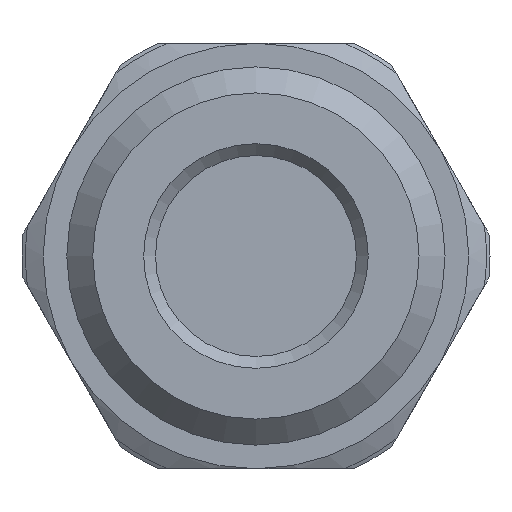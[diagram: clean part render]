
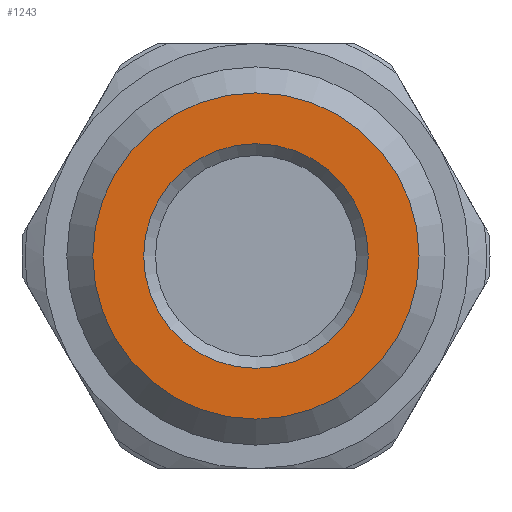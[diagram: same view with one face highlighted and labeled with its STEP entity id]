
A CAD part, front view. The second image highlights one B-rep face of the part: STEP entity #1243.
In plain terms, the highlighted planar face has unit normal (0, -1, 0).
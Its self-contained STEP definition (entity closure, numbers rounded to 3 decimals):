
#100=FACE_BOUND('',#230,.T.);
#152=FACE_OUTER_BOUND('',#229,.T.);
#229=EDGE_LOOP('',(#999));
#230=EDGE_LOOP('',(#1000));
#439=CIRCLE('',#1399,6.9);
#440=CIRCLE('',#1401,4.75);
#546=VERTEX_POINT('',#2126);
#547=VERTEX_POINT('',#2130);
#702=EDGE_CURVE('',#546,#546,#439,.T.);
#703=EDGE_CURVE('',#547,#547,#440,.T.);
#999=ORIENTED_EDGE('',*,*,#702,.F.);
#1000=ORIENTED_EDGE('',*,*,#703,.F.);
#1114=PLANE('',#1400);
#1243=ADVANCED_FACE('',(#152,#100),#1114,.T.);
#1399=AXIS2_PLACEMENT_3D('',#2128,#1713,#1714);
#1400=AXIS2_PLACEMENT_3D('',#2129,#1715,#1716);
#1401=AXIS2_PLACEMENT_3D('',#2131,#1717,#1718);
#1713=DIRECTION('center_axis',(0.,1.,0.));
#1714=DIRECTION('ref_axis',(1.,0.,0.));
#1715=DIRECTION('center_axis',(0.,-1.,0.));
#1716=DIRECTION('ref_axis',(0.,0.,-1.));
#1717=DIRECTION('center_axis',(0.,-1.,0.));
#1718=DIRECTION('ref_axis',(1.,0.,0.));
#2126=CARTESIAN_POINT('',(-13.271,-9.515,0.));
#2128=CARTESIAN_POINT('Origin',(-6.371,-9.515,0.));
#2129=CARTESIAN_POINT('Origin',(-12.496,-9.515,0.));
#2130=CARTESIAN_POINT('',(-11.121,-9.515,0.));
#2131=CARTESIAN_POINT('Origin',(-6.371,-9.515,0.));
